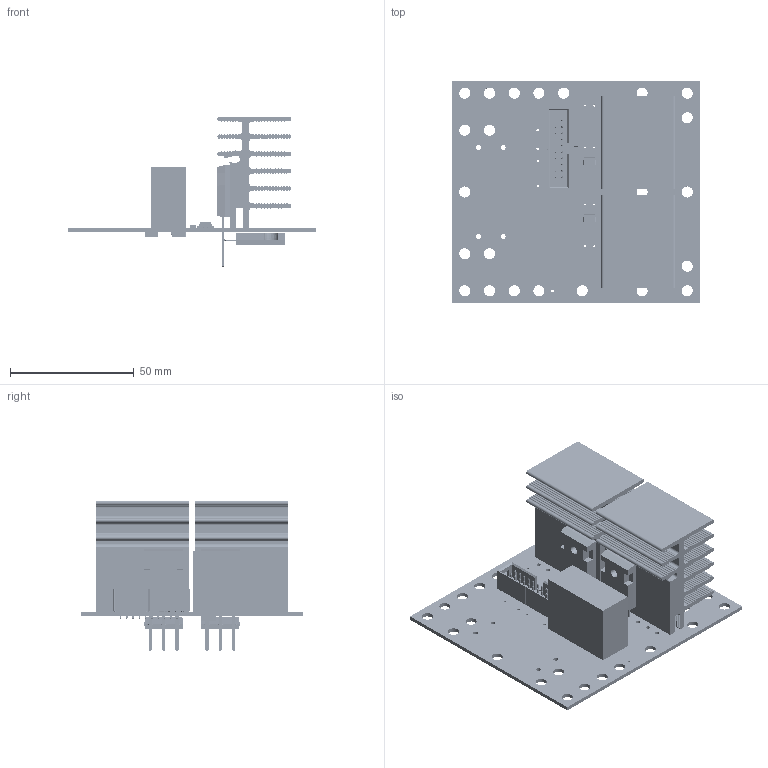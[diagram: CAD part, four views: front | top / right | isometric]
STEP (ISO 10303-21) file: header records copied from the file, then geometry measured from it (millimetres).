
FILE_DESCRIPTION(('Open CASCADE Model'),'2;1');
FILE_NAME('Open CASCADE Shape Model','2017-01-10T17:08:18',('Author'),( 'Open CASCADE'),'Open CASCADE STEP processor 6.8','Open CASCADE 6.8' ,'Unknown');
FILE_SCHEMA(('AUTOMOTIVE_DESIGN { 1 0 10303 214 1 1 1 1 }'));
Length unit declared in the file: millimetre
Products named in the file (54): PCB; BoardIGBT_half_bridge; L2IGBT_half_bridge; WE-CBF_1206_CBF; 74279210; tende; L1IGBT_half_bridge; C1IGBT_half_bridge; 1549202736; Extruded; Q2IGBT_half_bridge; User_Library-TO-247_CASE_340L-02_Vertical; User_Library-TO-247_CASE_340L-02_Vertical_1; User_Library-TO-247_CASE_340L-02_Vertical_2; User_Library-TO-247_CASE_340L-02_Vertical_3; User_Library-TO-247_CASE_340L-02_Vertical_4; Q1IGBT_half_bridge; D1IGBT_half_bridge; 2082746384; Body; Open_CASCADE_STEP_translator_6.8_3.1.1; Lead; D2IGBT_half_bridge; DO-214AA_Bidirectional; D3IGBT_half_bridge; D4IGBT_half_bridge; HS1IGBT_half_bridge; sk481; HS2IGBT_half_bridge; R3IGBT_half_bridge; 97674008; 97674144; 97674280; R4IGBT_half_bridge; R7IGBT_half_bridge; R8IGBT_half_bridge; J1IGBT_half_bridge; 61202021621; 6120xx21621_PIN; User_Library-TO-247H ...
Assembly tree (96 placements, depth 5):
  PCB
    BoardIGBT_half_bridge
    L2IGBT_half_bridge
      WE-CBF_1206_CBF
        74279210
  tende  x2
    L1IGBT_half_bridge
      WE-CBF_1206_CBF
        74279210
  tende  x2
    C1IGBT_half_bridge
      1549202736
        Extruded
    Q2IGBT_half_bridge
      User_Library-TO-247_CASE_340L-02_Vertical
        User_Library-TO-247_CASE_340L-02_Vertical_1
        User_Library-TO-247_CASE_340L-02_Vertical_2
        User_Library-TO-247_CASE_340L-02_Vertical_3
        User_Library-TO-247_CASE_340L-02_Vertical_4
    Q1IGBT_half_bridge
      User_Library-TO-247_CASE_340L-02_Vertical
        User_Library-TO-247_CASE_340L-02_Vertical_1
        User_Library-TO-247_CASE_340L-02_Vertical_2
        User_Library-TO-247_CASE_340L-02_Vertical_3
        User_Library-TO-247_CASE_340L-02_Vertical_4
    D1IGBT_half_bridge
      2082746384
        Body
          Open_CASCADE_STEP_translator_6.8_3.1.1
        Lead  x2
    D2IGBT_half_bridge
      DO-214AA_Bidirectional
    D3IGBT_half_bridge
      2082746384
        Body
          Open_CASCADE_STEP_translator_6.8_3.1.1
        Lead  x2
    D4IGBT_half_bridge
      DO-214AA_Bidirectional
    HS1IGBT_half_bridge
      sk481  x4
    HS2IGBT_half_bridge
      sk481  x4
    R3IGBT_half_bridge
      97674008
        Extruded
      97674144
        Extruded
      97674280
        Extruded
    R4IGBT_half_bridge
      97674008
        Extruded
      97674144
        Extruded
      97674280
        Extruded
    R7IGBT_half_bridge
      97674008
        Extruded
Bounding box: 100 x 90 x 60.86 mm (x, y, z)
Volume: 71154.3 mm3; surface area: 74251.3 mm2
Topology: 81 solids, 81 shells, 6291 faces, 17749 edges, 11600 vertices
Faces by surface type: cylinder 3875, plane 2316, sphere 48, extrusion 32, bspline 16, cone 4
Full cylindrical faces by diameter (mm): 0.85 x14, 1 x5, 1.1 x20, 2 x4, 3.2 x4, 4.5 x23, 6.35 x4
Entity records: 58067 total; most frequent: CARTESIAN_POINT 10866, DIRECTION 8989, ORIENTED_EDGE 8972, EDGE_CURVE 4486, VECTOR 3085, LINE 3069, AXIS2_PLACEMENT_3D 2952, VERTEX_POINT 2910
